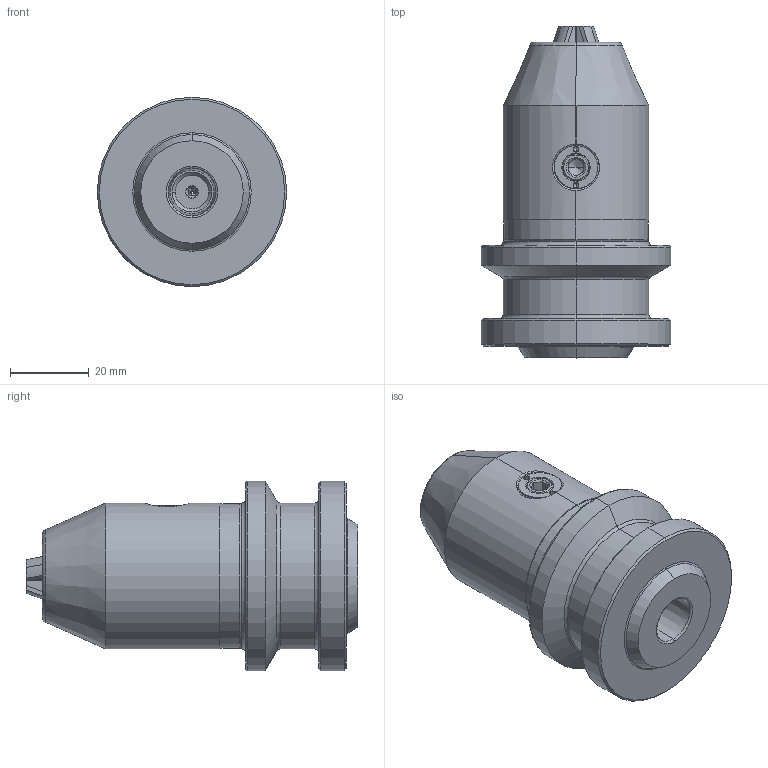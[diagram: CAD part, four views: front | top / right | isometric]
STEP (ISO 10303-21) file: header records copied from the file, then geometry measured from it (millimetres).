
FILE_DESCRIPTION (( 'STEP AP214' ), '1' );
FILE_NAME ('BA133081B0001A.STEP', '2020-06-29T00:57:45', ( '' ), ( '' ), 'SwSTEP 2.0', 'SolidWorks 2017', '' );
FILE_SCHEMA (( 'AUTOMOTIVE_DESIGN' ));
Length unit declared in the file: millimetre
Products named in the file (13): BA13308100101A; BA133081B0001A; BB13308040001A; BB13308060001A; BB12208030001A; BE1330801A; BB13308020101A; BB13308090001A; BB1330811B301A; BB13308080001A; BB13308050001A; KR029106; BB13308010001A
Assembly tree (14 placements, depth 3):
  BA133081B0001A
    BB1330811B301A
    BA13308100101A
      BB13308010001A
      BB13308020101A
      BB13308040001A
      BB13308090001A
      BB13308050001A
      BB13308060001A
      BB13308080001A
      BB12208030001A  x3
      BE1330801A
      KR029106
Bounding box: 48 x 84.16 x 48 mm (x, y, z)
Volume: 78912.6 mm3; surface area: 35897 mm2
Topology: 13 solids, 13 shells, 559 faces, 1391 edges, 865 vertices
Faces by surface type: plane 192, cone 134, cylinder 127, torus 97, bspline 9
Entity records: 21133 total; most frequent: CARTESIAN_POINT 6865, DIRECTION 2580, ORIENTED_EDGE 2486, EDGE_CURVE 1243, AXIS2_PLACEMENT_3D 1066, VERTEX_POINT 775, CIRCLE 550, EDGE_LOOP 550
